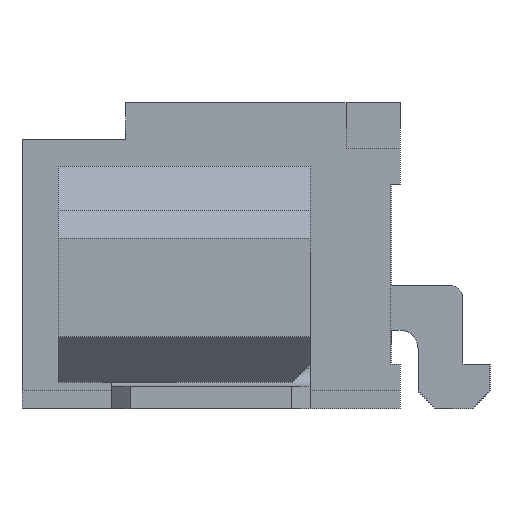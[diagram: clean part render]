
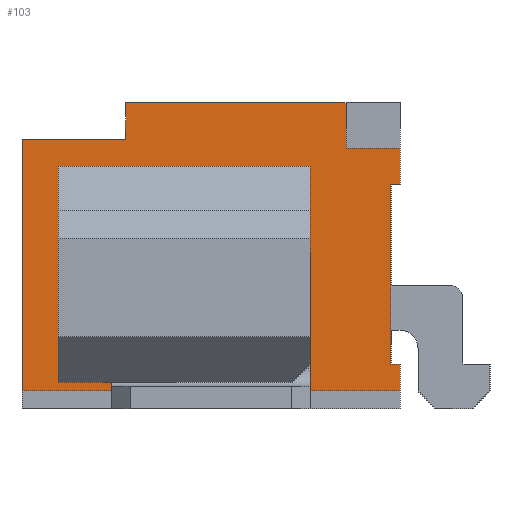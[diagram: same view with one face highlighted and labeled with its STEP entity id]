
A CAD part, left-side view. The second image highlights one B-rep face of the part: STEP entity #103.
In plain terms, the highlighted planar face has unit normal (-1, 0, 0).
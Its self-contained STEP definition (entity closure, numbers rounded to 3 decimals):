
#103=ADVANCED_FACE('',(#526,#527),#528,.T.);
#526=FACE_OUTER_BOUND('',#1329,.T.);
#527=FACE_BOUND('',#1330,.T.);
#528=PLANE('',#1331);
#1329=EDGE_LOOP('',(#2226,#2227,#2228,#2229,#2230,#2231,#2232,#2233,#2234,#2235,#2236,#2237));
#1330=EDGE_LOOP('',(#2238,#2239,#2240,#2241));
#1331=AXIS2_PLACEMENT_3D('',#2242,#2243,#2244);
#2226=ORIENTED_EDGE('',*,*,#5438,.F.);
#2227=ORIENTED_EDGE('',*,*,#5439,.F.);
#2228=ORIENTED_EDGE('',*,*,#5440,.T.);
#2229=ORIENTED_EDGE('',*,*,#5441,.F.);
#2230=ORIENTED_EDGE('',*,*,#5442,.F.);
#2231=ORIENTED_EDGE('',*,*,#5443,.T.);
#2232=ORIENTED_EDGE('',*,*,#5386,.T.);
#2233=ORIENTED_EDGE('',*,*,#5437,.T.);
#2234=ORIENTED_EDGE('',*,*,#5444,.T.);
#2235=ORIENTED_EDGE('',*,*,#5445,.F.);
#2236=ORIENTED_EDGE('',*,*,#5395,.T.);
#2237=ORIENTED_EDGE('',*,*,#5446,.T.);
#2238=ORIENTED_EDGE('',*,*,#5447,.F.);
#2239=ORIENTED_EDGE('',*,*,#5448,.T.);
#2240=ORIENTED_EDGE('',*,*,#5449,.T.);
#2241=ORIENTED_EDGE('',*,*,#5450,.F.);
#2242=CARTESIAN_POINT('',(-5.875,0.975,-1.8));
#2243=DIRECTION('',(-1.0,0.0,0.0));
#2244=DIRECTION('',(0.0,0.0,1.0));
#5386=EDGE_CURVE('',#6474,#6475,#6476,.T.);
#5395=EDGE_CURVE('',#6490,#6491,#6492,.T.);
#5437=EDGE_CURVE('',#6475,#6572,#6574,.T.);
#5438=EDGE_CURVE('',#6575,#6576,#6577,.T.);
#5439=EDGE_CURVE('',#6578,#6575,#6579,.T.);
#5440=EDGE_CURVE('',#6578,#6580,#6581,.T.);
#5441=EDGE_CURVE('',#6582,#6580,#6583,.T.);
#5442=EDGE_CURVE('',#6584,#6582,#6585,.T.);
#5443=EDGE_CURVE('',#6584,#6474,#6586,.T.);
#5444=EDGE_CURVE('',#6572,#6587,#6588,.T.);
#5445=EDGE_CURVE('',#6490,#6587,#6589,.T.);
#5446=EDGE_CURVE('',#6491,#6576,#6590,.T.);
#5447=EDGE_CURVE('',#6591,#6592,#6593,.T.);
#5448=EDGE_CURVE('',#6591,#6594,#6595,.T.);
#5449=EDGE_CURVE('',#6594,#6596,#6597,.T.);
#5450=EDGE_CURVE('',#6592,#6596,#6598,.T.);
#6474=VERTEX_POINT('',#8193);
#6475=VERTEX_POINT('',#8194);
#6476=LINE('',#8195,#8196);
#6490=VERTEX_POINT('',#8218);
#6491=VERTEX_POINT('',#8219);
#6492=LINE('',#8220,#8221);
#6572=VERTEX_POINT('',#8341);
#6574=LINE('',#8344,#8345);
#6575=VERTEX_POINT('',#8346);
#6576=VERTEX_POINT('',#8347);
#6577=LINE('',#8348,#8349);
#6578=VERTEX_POINT('',#8350);
#6579=LINE('',#8351,#8352);
#6580=VERTEX_POINT('',#8353);
#6581=LINE('',#8354,#8355);
#6582=VERTEX_POINT('',#8356);
#6583=LINE('',#8357,#8358);
#6584=VERTEX_POINT('',#8359);
#6585=LINE('',#8360,#8361);
#6586=LINE('',#8362,#8363);
#6587=VERTEX_POINT('',#8364);
#6588=LINE('',#8365,#8366);
#6589=LINE('',#8367,#8368);
#6590=LINE('',#8369,#8370);
#6591=VERTEX_POINT('',#8371);
#6592=VERTEX_POINT('',#8372);
#6593=LINE('',#8373,#8374);
#6594=VERTEX_POINT('',#8375);
#6595=LINE('',#8376,#8377);
#6596=VERTEX_POINT('',#8378);
#6597=LINE('',#8379,#8380);
#6598=LINE('',#8381,#8382);
#8193=CARTESIAN_POINT('',(-5.875,-3.225,-1.6));
#8194=CARTESIAN_POINT('',(-5.875,-3.225,-1.3));
#8195=CARTESIAN_POINT('',(-5.875,-3.225,-1.6));
#8196=VECTOR('',#10826,0.3);
#8218=CARTESIAN_POINT('',(-5.875,-3.225,0.7));
#8219=CARTESIAN_POINT('',(-5.875,-3.225,1.1));
#8220=CARTESIAN_POINT('',(-5.875,-3.225,0.7));
#8221=VECTOR('',#10835,0.4);
#8341=CARTESIAN_POINT('',(-5.875,-3.125,-1.3));
#8344=CARTESIAN_POINT('',(-5.875,-3.225,-1.3));
#8345=VECTOR('',#10877,0.1);
#8346=CARTESIAN_POINT('',(-5.875,-2.625,1.6));
#8347=CARTESIAN_POINT('',(-5.875,-2.625,1.1));
#8348=CARTESIAN_POINT('',(-5.875,-2.625,1.6));
#8349=VECTOR('',#10878,0.5);
#8350=CARTESIAN_POINT('',(-5.875,-0.175,1.6));
#8351=CARTESIAN_POINT('',(-5.875,-0.175,1.6));
#8352=VECTOR('',#10879,2.45);
#8353=CARTESIAN_POINT('',(-5.875,-0.175,1.2));
#8354=CARTESIAN_POINT('',(-5.875,-0.175,1.6));
#8355=VECTOR('',#10880,0.4);
#8356=CARTESIAN_POINT('',(-5.875,0.975,1.2));
#8357=CARTESIAN_POINT('',(-5.875,0.975,1.2));
#8358=VECTOR('',#10881,1.15);
#8359=CARTESIAN_POINT('',(-5.875,0.975,-1.6));
#8360=CARTESIAN_POINT('',(-5.875,0.975,-1.6));
#8361=VECTOR('',#10882,2.8);
#8362=CARTESIAN_POINT('',(-5.875,0.975,-1.6));
#8363=VECTOR('',#10883,4.2);
#8364=CARTESIAN_POINT('',(-5.875,-3.125,0.7));
#8365=CARTESIAN_POINT('',(-5.875,-3.125,-1.3));
#8366=VECTOR('',#10884,2.0);
#8367=CARTESIAN_POINT('',(-5.875,-3.225,0.7));
#8368=VECTOR('',#10885,0.1);
#8369=CARTESIAN_POINT('',(-5.875,-3.225,1.1));
#8370=VECTOR('',#10886,0.6);
#8371=CARTESIAN_POINT('',(-5.875,0.575,-1.5));
#8372=CARTESIAN_POINT('',(-5.875,-2.225,-1.5));
#8373=CARTESIAN_POINT('',(-5.875,0.575,-1.5));
#8374=VECTOR('',#10887,2.8);
#8375=CARTESIAN_POINT('',(-5.875,0.575,0.9));
#8376=CARTESIAN_POINT('',(-5.875,0.575,-1.5));
#8377=VECTOR('',#10888,2.4);
#8378=CARTESIAN_POINT('',(-5.875,-2.225,0.9));
#8379=CARTESIAN_POINT('',(-5.875,0.575,0.9));
#8380=VECTOR('',#10889,2.8);
#8381=CARTESIAN_POINT('',(-5.875,-2.225,-1.5));
#8382=VECTOR('',#10890,2.4);
#10826=DIRECTION('',(0.0,0.0,1.0));
#10835=DIRECTION('',(0.0,0.0,1.0));
#10877=DIRECTION('',(0.0,1.0,0.0));
#10878=DIRECTION('',(0.0,0.0,-1.0));
#10879=DIRECTION('',(0.0,-1.0,0.0));
#10880=DIRECTION('',(0.0,0.0,-1.0));
#10881=DIRECTION('',(0.0,-1.0,0.0));
#10882=DIRECTION('',(0.0,0.0,1.0));
#10883=DIRECTION('',(0.0,-1.0,0.0));
#10884=DIRECTION('',(0.0,0.0,1.0));
#10885=DIRECTION('',(0.0,1.0,0.0));
#10886=DIRECTION('',(0.0,1.0,0.0));
#10887=DIRECTION('',(0.0,-1.0,0.0));
#10888=DIRECTION('',(0.0,0.0,1.0));
#10889=DIRECTION('',(0.0,-1.0,0.0));
#10890=DIRECTION('',(0.0,0.0,1.0));
